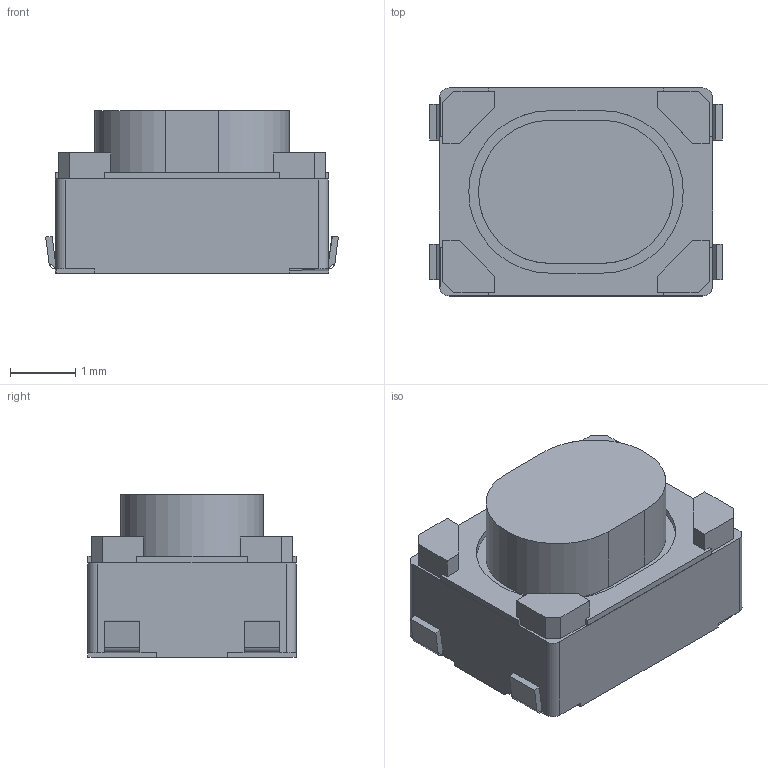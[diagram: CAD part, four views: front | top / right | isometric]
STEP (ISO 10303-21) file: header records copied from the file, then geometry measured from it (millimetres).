
FILE_DESCRIPTION(/* description */ ('STEP AP242','CAx-IF Rec.Pracs.---Representation and Presentation of Product Manufacturing Information (PMI)---4.0---2014-10-13','CAx-IF Rec.Pracs.---3D Tessellated Geometry---0.4---2014-09-14','2;1'),/* implementation_level */ '2;1');
FILE_NAME(/* name */ '66c10e3515c97628f23d2724',/* time_stamp */ '2024-08-17T20:55:17Z',/* author */ (''),/* organization */ (''),/* preprocessor_version */ 'ST-DEVELOPER v20',/* originating_system */ ' ',/* authorisation */ ' ');
FILE_SCHEMA (('AP242_MANAGED_MODEL_BASED_3D_ENGINEERING_MIM_LF { 1 0 10303 442 1 1 4 }'));
Length unit declared in the file: metre
Products named in the file (8): PTS815SJM250SMTRLFS_PART1; PTS815SJM250SMTRLFS_PART2; PTS815SJM250SMTRLFS_PART3
Bounding box: 4.5 x 3.2 x 2.5 mm (x, y, z)
Surface area: 129 mm2 (no closed solid volume)
Topology: 0 solids, 8 shells, 225 faces, 673 edges, 445 vertices
Faces by surface type: plane 178, cylinder 45, cone 1, torus 1
Full cylindrical faces by diameter (mm): 0.9 x1
Entity records: 8614 total; most frequent: CARTESIAN_POINT 1357, DIRECTION 1242, ORIENTED_EDGE 1200, EDGE_CURVE 669, LINE 558, VECTOR 558, VERTEX_POINT 444, AXIS2_PLACEMENT_3D 342
